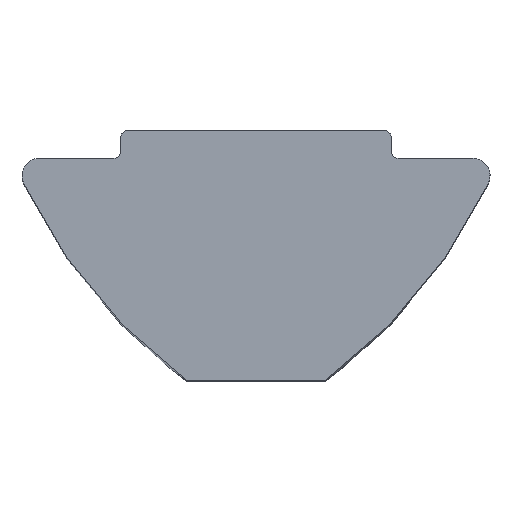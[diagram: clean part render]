
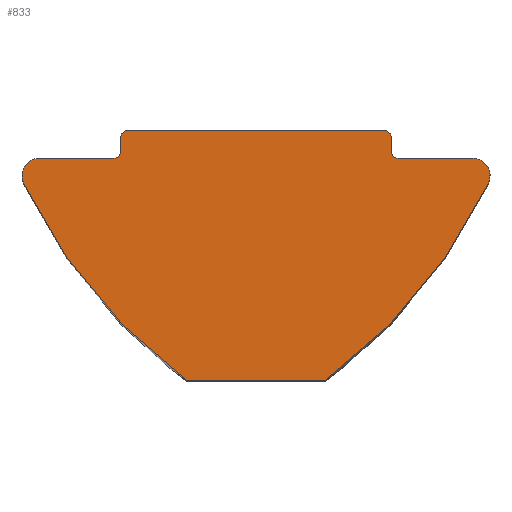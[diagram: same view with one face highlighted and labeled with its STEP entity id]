
A CAD part, top view. The second image highlights one B-rep face of the part: STEP entity #833.
In plain terms, the highlighted planar face has unit normal (0, 0, 1).
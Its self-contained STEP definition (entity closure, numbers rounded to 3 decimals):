
#4 = CIRCLE ( 'NONE', #941, 0.5 ) ;
#6 = CIRCLE ( 'NONE', #75, 0.2 ) ;
#7 = ORIENTED_EDGE ( 'NONE', *, *, #937, .F. ) ;
#19 = DIRECTION ( 'NONE',  ( -1., 0., 0. ) ) ;
#20 = ORIENTED_EDGE ( 'NONE', *, *, #912, .T. ) ;
#22 = ORIENTED_EDGE ( 'NONE', *, *, #265, .F. ) ;
#23 = ORIENTED_EDGE ( 'NONE', *, *, #85, .F. ) ;
#44 = CARTESIAN_POINT ( 'NONE',  ( -6.702, -1.514, 22. ) ) ;
#56 = EDGE_CURVE ( 'NONE', #862, #1028, #4, .T. ) ;
#58 = LINE ( 'NONE', #690, #813 ) ;
#61 = CARTESIAN_POINT ( 'NONE',  ( 3.9, -0.6, 22. ) ) ;
#63 = DIRECTION ( 'NONE',  ( -1., 0., 0. ) ) ;
#64 = DIRECTION ( 'NONE',  ( 0., 0., -1. ) ) ;
#65 = CARTESIAN_POINT ( 'NONE',  ( 3.7, -0.2, 22. ) ) ;
#73 = DIRECTION ( 'NONE',  ( -1., 0., 0. ) ) ;
#75 = AXIS2_PLACEMENT_3D ( 'NONE', #118, #335, #19 ) ;
#76 = AXIS2_PLACEMENT_3D ( 'NONE', #97, #82, #73 ) ;
#77 = VECTOR ( 'NONE', #708, 1000. ) ;
#82 = DIRECTION ( 'NONE',  ( 0., 0., -1. ) ) ;
#85 = EDGE_CURVE ( 'NONE', #243, #115, #675, .T. ) ;
#89 = VERTEX_POINT ( 'NONE', #450 ) ;
#90 = VERTEX_POINT ( 'NONE', #250 ) ;
#92 = ORIENTED_EDGE ( 'NONE', *, *, #504, .T. ) ;
#97 = CARTESIAN_POINT ( 'NONE',  ( 6.854, 4.908, 22. ) ) ;
#110 = DIRECTION ( 'NONE',  ( 0., -1., 0. ) ) ;
#111 = CARTESIAN_POINT ( 'NONE',  ( -3.9, 0., 22. ) ) ;
#115 = VERTEX_POINT ( 'NONE', #589 ) ;
#118 = CARTESIAN_POINT ( 'NONE',  ( -3.7, -0.2, 22. ) ) ;
#135 = EDGE_CURVE ( 'NONE', #862, #851, #739, .T. ) ;
#136 = DIRECTION ( 'NONE',  ( -1., 0., 0. ) ) ;
#139 = DIRECTION ( 'NONE',  ( 0., 0., 1. ) ) ;
#140 = CARTESIAN_POINT ( 'NONE',  ( -6.854, 4.908, 22. ) ) ;
#176 = FACE_OUTER_BOUND ( 'NONE', #682, .T. ) ;
#224 = DIRECTION ( 'NONE',  ( 0., 1., 0. ) ) ;
#228 = CARTESIAN_POINT ( 'NONE',  ( 6.25, -0.8, 22. ) ) ;
#230 = CARTESIAN_POINT ( 'NONE',  ( 3.9, 0., 22. ) ) ;
#236 = CIRCLE ( 'NONE', #299, 0.5 ) ;
#237 = CARTESIAN_POINT ( 'NONE',  ( 4.1, -0.8, 22. ) ) ;
#243 = VERTEX_POINT ( 'NONE', #377 ) ;
#244 = DIRECTION ( 'NONE',  ( 1., 0., 0. ) ) ;
#245 = DIRECTION ( 'NONE',  ( 0., 0., -1. ) ) ;
#247 = CARTESIAN_POINT ( 'NONE',  ( -4.1, -0.6, 22. ) ) ;
#250 = CARTESIAN_POINT ( 'NONE',  ( 2., -7.2, 22. ) ) ;
#264 = CARTESIAN_POINT ( 'NONE',  ( -3.7, 0., 22. ) ) ;
#265 = EDGE_CURVE ( 'NONE', #449, #843, #6, .T. ) ;
#280 = EDGE_CURVE ( 'NONE', #557, #964, #947, .T. ) ;
#290 = DIRECTION ( 'NONE',  ( 1., 0., 0. ) ) ;
#293 = DIRECTION ( 'NONE',  ( 0., 0., 1. ) ) ;
#294 = PLANE ( 'NONE',  #397 ) ;
#299 = AXIS2_PLACEMENT_3D ( 'NONE', #543, #540, #539 ) ;
#301 = CARTESIAN_POINT ( 'NONE',  ( -6.25, -1.3, 22. ) ) ;
#325 = ORIENTED_EDGE ( 'NONE', *, *, #564, .F. ) ;
#335 = DIRECTION ( 'NONE',  ( 0., 0., -1. ) ) ;
#377 = CARTESIAN_POINT ( 'NONE',  ( -6.75, -1.3, 22. ) ) ;
#395 = CARTESIAN_POINT ( 'NONE',  ( 3.9, -0.2, 22. ) ) ;
#397 = AXIS2_PLACEMENT_3D ( 'NONE', #301, #293, #290 ) ;
#411 = AXIS2_PLACEMENT_3D ( 'NONE', #247, #245, #244 ) ;
#415 = DIRECTION ( 'NONE',  ( -1., 0., 0. ) ) ;
#428 = CARTESIAN_POINT ( 'NONE',  ( -6.25, 0., 22. ) ) ;
#449 = VERTEX_POINT ( 'NONE', #734 ) ;
#450 = CARTESIAN_POINT ( 'NONE',  ( -4.1, -0.8, 22. ) ) ;
#452 = AXIS2_PLACEMENT_3D ( 'NONE', #140, #139, #136 ) ;
#469 = AXIS2_PLACEMENT_3D ( 'NONE', #792, #780, #774 ) ;
#472 = LINE ( 'NONE', #428, #476 ) ;
#476 = VECTOR ( 'NONE', #415, 1000. ) ;
#477 = AXIS2_PLACEMENT_3D ( 'NONE', #65, #64, #63 ) ;
#504 = EDGE_CURVE ( 'NONE', #89, #115, #627, .T. ) ;
#506 = VERTEX_POINT ( 'NONE', #702 ) ;
#516 = CARTESIAN_POINT ( 'NONE',  ( -3.9, -0.6, 22. ) ) ;
#521 = CIRCLE ( 'NONE', #411, 0.2 ) ;
#522 = EDGE_CURVE ( 'NONE', #557, #90, #58, .T. ) ;
#532 = ORIENTED_EDGE ( 'NONE', *, *, #863, .T. ) ;
#537 = CARTESIAN_POINT ( 'NONE',  ( 6.25, -1.3, 22. ) ) ;
#539 = DIRECTION ( 'NONE',  ( -1., 0., 0. ) ) ;
#540 = DIRECTION ( 'NONE',  ( 0., 0., -1. ) ) ;
#543 = CARTESIAN_POINT ( 'NONE',  ( -6.25, -1.3, 22. ) ) ;
#557 = VERTEX_POINT ( 'NONE', #578 ) ;
#564 = EDGE_CURVE ( 'NONE', #964, #243, #236, .T. ) ;
#578 = CARTESIAN_POINT ( 'NONE',  ( -2., -7.2, 22. ) ) ;
#580 = VERTEX_POINT ( 'NONE', #516 ) ;
#589 = CARTESIAN_POINT ( 'NONE',  ( -6.25, -0.8, 22. ) ) ;
#592 = DIRECTION ( 'NONE',  ( -1., 0., 0. ) ) ;
#616 = DIRECTION ( 'NONE',  ( -1., 0., 0. ) ) ;
#627 = LINE ( 'NONE', #711, #77 ) ;
#632 = ORIENTED_EDGE ( 'NONE', *, *, #280, .F. ) ;
#642 = DIRECTION ( 'NONE',  ( 0., 0., -1. ) ) ;
#645 = CARTESIAN_POINT ( 'NONE',  ( 6.702, -1.514, 22. ) ) ;
#646 = LINE ( 'NONE', #230, #649 ) ;
#649 = VECTOR ( 'NONE', #224, 1000. ) ;
#653 = DIRECTION ( 'NONE',  ( 0., 0., -1. ) ) ;
#663 = EDGE_CURVE ( 'NONE', #506, #843, #472, .T. ) ;
#664 = CARTESIAN_POINT ( 'NONE',  ( -6.25, -1.3, 22. ) ) ;
#675 = CIRCLE ( 'NONE', #938, 0.5 ) ;
#678 = CARTESIAN_POINT ( 'NONE',  ( -6.25, -0.8, 22. ) ) ;
#681 = DIRECTION ( 'NONE',  ( -1., 0., 0. ) ) ;
#682 = EDGE_LOOP ( 'NONE', ( #718, #882, #532, #7, #885, #22, #847, #1007, #92, #23, #325, #632, #729, #20, #966 ) ) ;
#689 = DIRECTION ( 'NONE',  ( 1., 0., 0. ) ) ;
#690 = CARTESIAN_POINT ( 'NONE',  ( -6.25, -7.2, 22. ) ) ;
#702 = CARTESIAN_POINT ( 'NONE',  ( 3.7, 0., 22. ) ) ;
#708 = DIRECTION ( 'NONE',  ( -1., 0., 0. ) ) ;
#711 = CARTESIAN_POINT ( 'NONE',  ( -6.25, -0.8, 22. ) ) ;
#718 = ORIENTED_EDGE ( 'NONE', *, *, #135, .T. ) ;
#723 = VERTEX_POINT ( 'NONE', #395 ) ;
#729 = ORIENTED_EDGE ( 'NONE', *, *, #522, .T. ) ;
#734 = CARTESIAN_POINT ( 'NONE',  ( -3.9, -0.2, 22. ) ) ;
#739 = LINE ( 'NONE', #678, #997 ) ;
#746 = CIRCLE ( 'NONE', #452, 15. ) ;
#773 = LINE ( 'NONE', #111, #783 ) ;
#774 = DIRECTION ( 'NONE',  ( 1., 0., 0. ) ) ;
#780 = DIRECTION ( 'NONE',  ( 0., 0., -1. ) ) ;
#783 = VECTOR ( 'NONE', #110, 1000. ) ;
#792 = CARTESIAN_POINT ( 'NONE',  ( 4.1, -0.6, 22. ) ) ;
#799 = CIRCLE ( 'NONE', #477, 0.2 ) ;
#813 = VECTOR ( 'NONE', #689, 1000. ) ;
#833 = ADVANCED_FACE ( 'NONE', ( #176 ), #294, .T. ) ;
#843 = VERTEX_POINT ( 'NONE', #264 ) ;
#845 = EDGE_CURVE ( 'NONE', #580, #89, #521, .T. ) ;
#847 = ORIENTED_EDGE ( 'NONE', *, *, #924, .T. ) ;
#851 = VERTEX_POINT ( 'NONE', #237 ) ;
#862 = VERTEX_POINT ( 'NONE', #228 ) ;
#863 = EDGE_CURVE ( 'NONE', #962, #723, #646, .T. ) ;
#865 = CIRCLE ( 'NONE', #469, 0.2 ) ;
#882 = ORIENTED_EDGE ( 'NONE', *, *, #1010, .T. ) ;
#885 = ORIENTED_EDGE ( 'NONE', *, *, #663, .T. ) ;
#912 = EDGE_CURVE ( 'NONE', #90, #1028, #746, .T. ) ;
#924 = EDGE_CURVE ( 'NONE', #449, #580, #773, .T. ) ;
#937 = EDGE_CURVE ( 'NONE', #506, #723, #799, .T. ) ;
#938 = AXIS2_PLACEMENT_3D ( 'NONE', #664, #642, #681 ) ;
#941 = AXIS2_PLACEMENT_3D ( 'NONE', #537, #653, #592 ) ;
#947 = CIRCLE ( 'NONE', #76, 15. ) ;
#962 = VERTEX_POINT ( 'NONE', #61 ) ;
#964 = VERTEX_POINT ( 'NONE', #44 ) ;
#966 = ORIENTED_EDGE ( 'NONE', *, *, #56, .F. ) ;
#997 = VECTOR ( 'NONE', #616, 1000. ) ;
#1007 = ORIENTED_EDGE ( 'NONE', *, *, #845, .T. ) ;
#1010 = EDGE_CURVE ( 'NONE', #851, #962, #865, .T. ) ;
#1028 = VERTEX_POINT ( 'NONE', #645 ) ;
